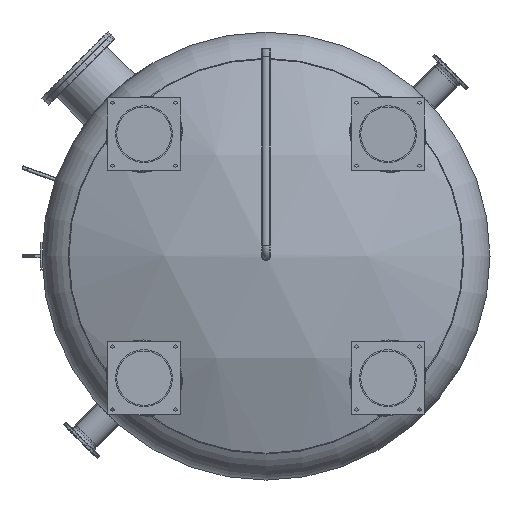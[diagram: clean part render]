
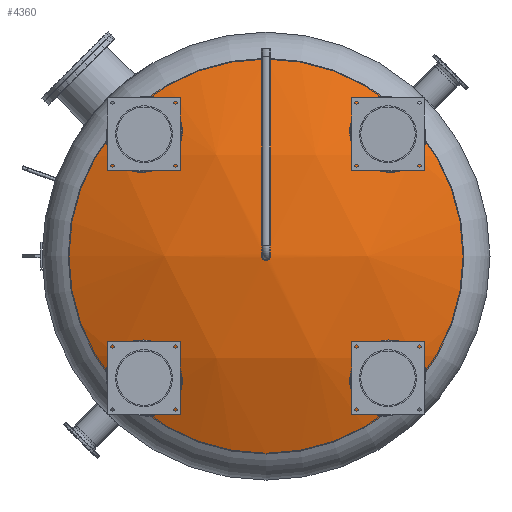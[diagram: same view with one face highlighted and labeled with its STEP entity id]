
A CAD part, front view. The second image highlights one B-rep face of the part: STEP entity #4360.
In plain terms, the highlighted spherical face has radius 3213 mm.
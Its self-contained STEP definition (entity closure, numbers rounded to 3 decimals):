
#398=FACE_BOUND('',#846,.T.);
#578=SPHERICAL_SURFACE('',#5118,3213.);
#606=FACE_OUTER_BOUND('',#845,.T.);
#845=EDGE_LOOP('',(#3028,#3029));
#846=EDGE_LOOP('',(#3030));
#1717=CIRCLE('',#5109,30.15);
#1719=CIRCLE('',#5112,1413.497);
#1720=CIRCLE('',#5113,1413.497);
#2006=VERTEX_POINT('',#7135);
#2008=VERTEX_POINT('',#7141);
#2009=VERTEX_POINT('',#7142);
#2414=EDGE_CURVE('',#2006,#2006,#1717,.T.);
#2417=EDGE_CURVE('',#2008,#2009,#1719,.T.);
#2418=EDGE_CURVE('',#2009,#2008,#1720,.T.);
#3028=ORIENTED_EDGE('',*,*,#2417,.T.);
#3029=ORIENTED_EDGE('',*,*,#2418,.T.);
#3030=ORIENTED_EDGE('',*,*,#2414,.T.);
#4360=ADVANCED_FACE('',(#606,#398),#578,.T.);
#5109=AXIS2_PLACEMENT_3D('',#7136,#5736,#5737);
#5112=AXIS2_PLACEMENT_3D('',#7143,#5743,#5744);
#5113=AXIS2_PLACEMENT_3D('',#7144,#5745,#5746);
#5118=AXIS2_PLACEMENT_3D('',#7152,#5755,#5756);
#5736=DIRECTION('center_axis',(0.,-1.,0.));
#5737=DIRECTION('ref_axis',(1.,0.,0.));
#5743=DIRECTION('center_axis',(0.,1.,0.));
#5744=DIRECTION('ref_axis',(-1.,0.,0.));
#5745=DIRECTION('center_axis',(0.,1.,0.));
#5746=DIRECTION('ref_axis',(-1.,0.,0.));
#5755=DIRECTION('center_axis',(0.,0.,1.));
#5756=DIRECTION('ref_axis',(1.,0.,0.));
#7135=CARTESIAN_POINT('',(-30.15,678.144,0.));
#7136=CARTESIAN_POINT('Origin',(0.,678.144,0.));
#7141=CARTESIAN_POINT('',(-1413.497,350.661,0.));
#7142=CARTESIAN_POINT('',(0.,350.661,-1413.497));
#7143=CARTESIAN_POINT('Origin',(0.,350.661,
0.));
#7144=CARTESIAN_POINT('Origin',(0.,350.661,
0.));
#7152=CARTESIAN_POINT('Origin',(0.,-2534.715,0.));
